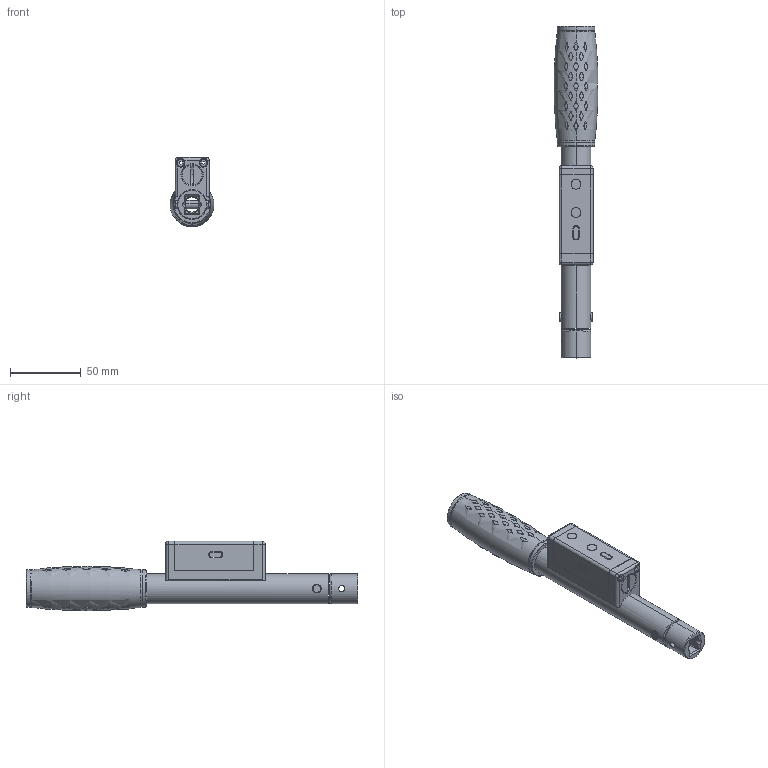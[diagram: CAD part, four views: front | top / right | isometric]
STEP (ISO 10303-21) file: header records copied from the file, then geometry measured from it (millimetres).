
FILE_DESCRIPTION (( 'STEP AP214' ), '1' );
FILE_NAME ('8439004421.STEP', '2017-01-25T07:39:34', ( '' ), ( '' ), 'SwSTEP 2.0', 'SolidWorks 2016', '' );
FILE_SCHEMA (( 'AUTOMOTIVE_DESIGN' ));
Length unit declared in the file: millimetre
Products named in the file (1): 8439004421
Bounding box: 30.93 x 234 x 49.21 mm (x, y, z)
Surface area: 41865.3 mm2 (no closed solid volume)
Topology: 0 solids, 20 shells, 555 faces, 1807 edges, 1193 vertices
Faces by surface type: bspline 348, cylinder 81, plane 80, cone 24, torus 18, sphere 4
Entity records: 40942 total; most frequent: CARTESIAN_POINT 22664, ORIENTED_EDGE 3021, EDGE_CURVE 1773, DIRECTION 1237, VERTEX_POINT 1193, B_SPLINE_CURVE_WITH_KNOTS 1181, EDGE_LOOP 620, UNCERTAINTY_MEASURE_WITH_UNIT 557
